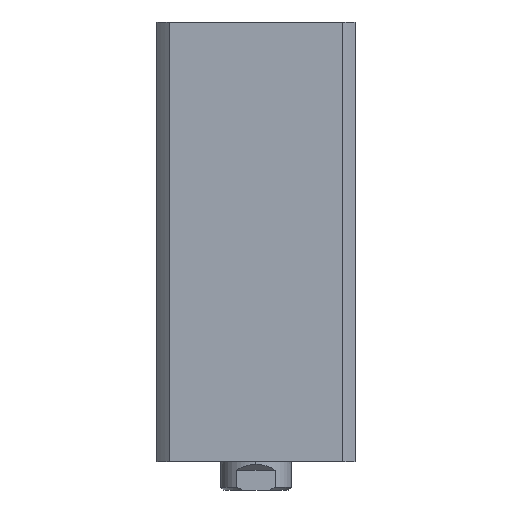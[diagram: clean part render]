
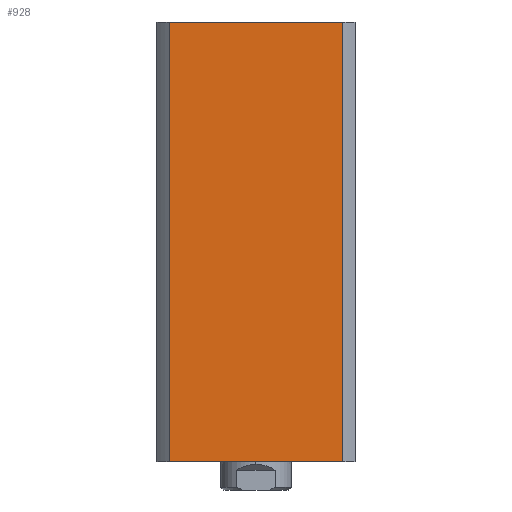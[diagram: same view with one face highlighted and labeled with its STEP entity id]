
A CAD part, left-side view. The second image highlights one B-rep face of the part: STEP entity #928.
In plain terms, the highlighted planar face has unit normal (-1, 0, 0).
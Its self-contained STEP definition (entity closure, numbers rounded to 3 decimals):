
#62 = EDGE_LOOP ( 'NONE', ( #3540, #3541, #3542, #3543 ) ) ;
#279 = DIRECTION ( 'NONE',  ( 0., -1., 0. ) ) ;
#283 = CARTESIAN_POINT ( 'NONE',  ( -35., 0., 0. ) ) ;
#284 = DIRECTION ( 'NONE',  ( 0., 0., -1. ) ) ;
#286 = CARTESIAN_POINT ( 'NONE',  ( -35., 0., 155. ) ) ;
#290 = CARTESIAN_POINT ( 'NONE',  ( -35., -30.615, 155. ) ) ;
#292 = DIRECTION ( 'NONE',  ( 0., 0., -1. ) ) ;
#293 = DIRECTION ( 'NONE',  ( 0., -1., 0. ) ) ;
#538 = CARTESIAN_POINT ( 'NONE',  ( -35., 30.615, 155. ) ) ;
#570 = CARTESIAN_POINT ( 'NONE',  ( -35., 30.615, 0. ) ) ;
#590 = CARTESIAN_POINT ( 'NONE',  ( -35., -30.615, 0. ) ) ;
#599 = CARTESIAN_POINT ( 'NONE',  ( -35., -30.615, 155. ) ) ;
#928 = ADVANCED_FACE ( 'NONE', ( #3407 ), #1401, .F. ) ;
#1395 = CARTESIAN_POINT ( 'NONE',  ( -35., 0., 155. ) ) ;
#1401 = PLANE ( 'NONE',  #1907 ) ;
#1404 = DIRECTION ( 'NONE',  ( 1., 0., 0. ) ) ;
#1405 = DIRECTION ( 'NONE',  ( 0., 0., -1. ) ) ;
#1907 = AXIS2_PLACEMENT_3D ( 'NONE', #1395, #1404, #1405 ) ;
#2222 = LINE ( 'NONE', #2890, #2224 ) ;
#2223 = LINE ( 'NONE', #286, #2231 ) ;
#2224 = VECTOR ( 'NONE', #284, 1000. ) ;
#2225 = LINE ( 'NONE', #283, #2227 ) ;
#2226 = LINE ( 'NONE', #290, #2229 ) ;
#2227 = VECTOR ( 'NONE', #279, 1000. ) ;
#2229 = VECTOR ( 'NONE', #292, 1000. ) ;
#2231 = VECTOR ( 'NONE', #293, 1000. ) ;
#2699 = EDGE_CURVE ( 'NONE', #3025, #3051, #2222, .T. ) ;
#2701 = EDGE_CURVE ( 'NONE', #3051, #3071, #2225, .T. ) ;
#2702 = EDGE_CURVE ( 'NONE', #3080, #3071, #2226, .T. ) ;
#2703 = EDGE_CURVE ( 'NONE', #3025, #3080, #2223, .T. ) ;
#2890 = CARTESIAN_POINT ( 'NONE',  ( -35., 30.615, 155. ) ) ;
#3025 = VERTEX_POINT ( 'NONE', #538 ) ;
#3051 = VERTEX_POINT ( 'NONE', #570 ) ;
#3071 = VERTEX_POINT ( 'NONE', #590 ) ;
#3080 = VERTEX_POINT ( 'NONE', #599 ) ;
#3407 = FACE_OUTER_BOUND ( 'NONE', #62, .T. ) ;
#3540 = ORIENTED_EDGE ( 'NONE', *, *, #2701, .T. ) ;
#3541 = ORIENTED_EDGE ( 'NONE', *, *, #2702, .F. ) ;
#3542 = ORIENTED_EDGE ( 'NONE', *, *, #2703, .F. ) ;
#3543 = ORIENTED_EDGE ( 'NONE', *, *, #2699, .T. ) ;
